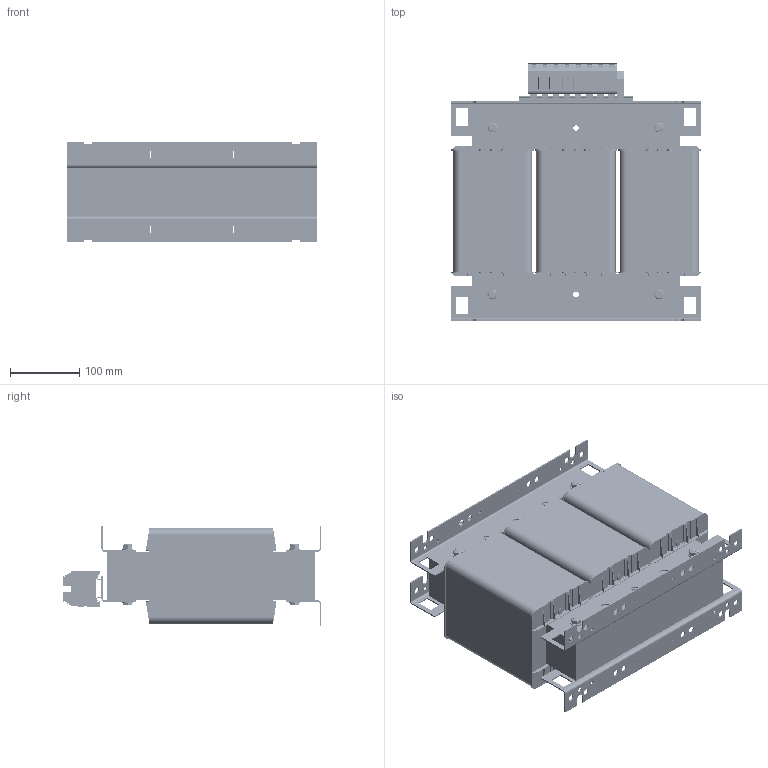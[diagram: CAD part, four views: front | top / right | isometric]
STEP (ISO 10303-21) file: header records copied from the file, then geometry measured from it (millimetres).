
FILE_DESCRIPTION(/* description */ (''),/* implementation_level */ '2;1');
FILE_NAME(/* name */ 'AUTX20.stp',/* time_stamp */ '2022-08-24T12:51:51+02:00',/* author */ ('amr'),/* organization */ (''),/* preprocessor_version */ 'ST-DEVELOPER v16.13',/* originating_system */ 'Autodesk Inventor 2018',/* authorisation */ '');
FILE_SCHEMA (('AUTOMOTIVE_DESIGN { 1 0 10303 214 3 1 1 }'));
Products named in the file (1): AUTX20
Bounding box: 360 x 371.3 x 144 mm (x, y, z)
Surface area: 1092466 mm2 (no closed solid volume)
Topology: 0 solids, 51 shells, 2197 faces, 6891 edges, 4649 vertices
Faces by surface type: plane 1640, cylinder 525, cone 22, bspline 10
Full cylindrical faces by diameter (mm): 3.5 x6, 4.917 x8, 6.647 x8, 7.3 x16, 8 x2, 8.6 x2, 9 x28, 12 x12, 16 x8
Entity records: 105764 total; most frequent: CARTESIAN_POINT 44130, DIRECTION 12492, ORIENTED_EDGE 11414, EDGE_CURVE 6749, LINE 5186, VECTOR 5186, VERTEX_POINT 4619, AXIS2_PLACEMENT_3D 3653
